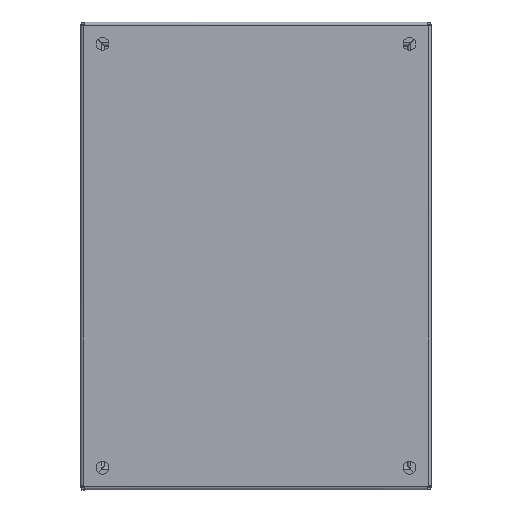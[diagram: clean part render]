
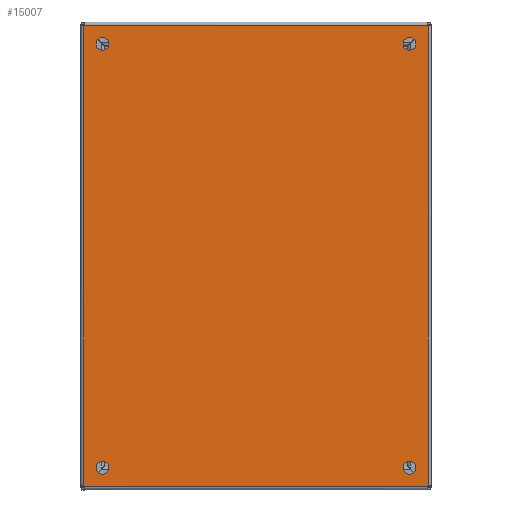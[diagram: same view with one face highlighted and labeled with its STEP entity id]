
A CAD part, top view. The second image highlights one B-rep face of the part: STEP entity #15007.
In plain terms, the highlighted planar face has unit normal (0, 0, 1).
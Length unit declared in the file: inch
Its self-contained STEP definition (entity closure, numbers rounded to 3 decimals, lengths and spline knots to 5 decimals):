
#574 = LINE ( 'NONE', #23856, #13404 ) ;
#1597 = VECTOR ( 'NONE', #47231, 39.37008 ) ;
#1677 = CARTESIAN_POINT ( 'NONE',  ( 11.76975, 15.75777, 6.9175 ) ) ;
#3526 = FACE_BOUND ( 'NONE', #31765, .T. ) ;
#5503 = AXIS2_PLACEMENT_3D ( 'NONE', #9289, #46476, #53667 ) ;
#5726 = CARTESIAN_POINT ( 'NONE',  ( 11.125, 15.125, 6.9175 ) ) ;
#6235 = EDGE_CURVE ( 'NONE', #20297, #20297, #22563, .T. ) ;
#6518 = ORIENTED_EDGE ( 'NONE', *, *, #42344, .F. ) ;
#6900 = CARTESIAN_POINT ( 'NONE',  ( -0.01975, 15.75777, 6.9175 ) ) ;
#7119 = CIRCLE ( 'NONE', #52001, 0.07 ) ;
#7681 = DIRECTION ( 'NONE',  ( -1., 0., 0. ) ) ;
#9205 = CARTESIAN_POINT ( 'NONE',  ( 11.75777, -0.01975, 6.9175 ) ) ;
#9289 = CARTESIAN_POINT ( 'NONE',  ( 0.625, 0.625, 6.9175 ) ) ;
#10702 = CARTESIAN_POINT ( 'NONE',  ( -0.06289, 15.81289, 6.9175 ) ) ;
#11345 = EDGE_CURVE ( 'NONE', #12114, #78418, #27744, .T. ) ;
#11486 = VERTEX_POINT ( 'NONE', #25155 ) ;
#12114 = VERTEX_POINT ( 'NONE', #27927 ) ;
#12275 = CIRCLE ( 'NONE', #30506, 0.21875 ) ;
#12570 = DIRECTION ( 'NONE',  ( 0., 0., -1. ) ) ;
#12837 = DIRECTION ( 'NONE',  ( 1., 0., 0. ) ) ;
#13392 = DIRECTION ( 'NONE',  ( 0., 0., 1. ) ) ;
#13404 = VECTOR ( 'NONE', #55745, 39.37008 ) ;
#14629 = DIRECTION ( 'NONE',  ( 0., 0., -1. ) ) ;
#15007 = ADVANCED_FACE ( 'NONE', ( #29192, #39283, #3526, #56133, #44112 ), #20219, .F. ) ;
#15514 = CIRCLE ( 'NONE', #44255, 0.21875 ) ;
#15964 = VERTEX_POINT ( 'NONE', #34039 ) ;
#17524 = ORIENTED_EDGE ( 'NONE', *, *, #51189, .F. ) ;
#19184 = EDGE_CURVE ( 'NONE', #53295, #74133, #61028, .T. ) ;
#20219 = PLANE ( 'NONE',  #65461 ) ;
#20297 = VERTEX_POINT ( 'NONE', #70727 ) ;
#22563 = CIRCLE ( 'NONE', #52679, 0.21875 ) ;
#22902 = ORIENTED_EDGE ( 'NONE', *, *, #82025, .F. ) ;
#23856 = CARTESIAN_POINT ( 'NONE',  ( 5.875, 15.76975, 6.9175 ) ) ;
#24674 = ORIENTED_EDGE ( 'NONE', *, *, #19184, .T. ) ;
#25155 = CARTESIAN_POINT ( 'NONE',  ( -0.01975, -0.00777, 6.9175 ) ) ;
#25489 = AXIS2_PLACEMENT_3D ( 'NONE', #36633, #61308, #54972 ) ;
#25633 = CARTESIAN_POINT ( 'NONE',  ( 0.625, 15.125, 6.9175 ) ) ;
#27744 = CIRCLE ( 'NONE', #74772, 0.07 ) ;
#27927 = CARTESIAN_POINT ( 'NONE',  ( -0.00777, 15.76975, 6.9175 ) ) ;
#29192 = FACE_BOUND ( 'NONE', #74361, .T. ) ;
#30506 = AXIS2_PLACEMENT_3D ( 'NONE', #5726, #62794, #62513 ) ;
#31765 = EDGE_LOOP ( 'NONE', ( #41498 ) ) ;
#32021 = EDGE_CURVE ( 'NONE', #12114, #39138, #574, .T. ) ;
#32714 = DIRECTION ( 'NONE',  ( 0., 1., 0. ) ) ;
#33721 = CARTESIAN_POINT ( 'NONE',  ( 5.875, -0.01975, 6.9175 ) ) ;
#34039 = CARTESIAN_POINT ( 'NONE',  ( 0.40625, 0.625, 6.9175 ) ) ;
#36416 = EDGE_LOOP ( 'NONE', ( #24674, #22902, #71561, #72617, #69227, #58060, #43111, #37296 ) ) ;
#36633 = CARTESIAN_POINT ( 'NONE',  ( 11.81289, 15.81289, 6.9175 ) ) ;
#37296 = ORIENTED_EDGE ( 'NONE', *, *, #79364, .F. ) ;
#39138 = VERTEX_POINT ( 'NONE', #57032 ) ;
#39283 = FACE_BOUND ( 'NONE', #61619, .T. ) ;
#39289 = DIRECTION ( 'NONE',  ( 1., 0., 0. ) ) ;
#40260 = LINE ( 'NONE', #71906, #1597 ) ;
#40438 = CARTESIAN_POINT ( 'NONE',  ( 5.875, 7.875, 6.9175 ) ) ;
#41498 = ORIENTED_EDGE ( 'NONE', *, *, #71453, .F. ) ;
#42344 = EDGE_CURVE ( 'NONE', #54790, #54790, #12275, .T. ) ;
#43111 = ORIENTED_EDGE ( 'NONE', *, *, #55621, .T. ) ;
#43367 = CARTESIAN_POINT ( 'NONE',  ( 11.125, 0.625, 6.9175 ) ) ;
#44112 = FACE_OUTER_BOUND ( 'NONE', #36416, .T. ) ;
#44255 = AXIS2_PLACEMENT_3D ( 'NONE', #43367, #49445, #80195 ) ;
#46476 = DIRECTION ( 'NONE',  ( 0., 0., 1. ) ) ;
#47231 = DIRECTION ( 'NONE',  ( 0., -1., 0. ) ) ;
#47770 = VECTOR ( 'NONE', #32714, 39.37008 ) ;
#48817 = VERTEX_POINT ( 'NONE', #1677 ) ;
#49106 = CIRCLE ( 'NONE', #25489, 0.07 ) ;
#49445 = DIRECTION ( 'NONE',  ( 0., 0., 1. ) ) ;
#49621 = AXIS2_PLACEMENT_3D ( 'NONE', #64989, #51989, #39289 ) ;
#51189 = EDGE_CURVE ( 'NONE', #77534, #77534, #15514, .T. ) ;
#51989 = DIRECTION ( 'NONE',  ( 0., 0., -1. ) ) ;
#52001 = AXIS2_PLACEMENT_3D ( 'NONE', #62988, #12570, #12837 ) ;
#52679 = AXIS2_PLACEMENT_3D ( 'NONE', #25633, #13392, #57522 ) ;
#53295 = VERTEX_POINT ( 'NONE', #9205 ) ;
#53530 = EDGE_LOOP ( 'NONE', ( #17524 ) ) ;
#53667 = DIRECTION ( 'NONE',  ( -1., 0., 0. ) ) ;
#54790 = VERTEX_POINT ( 'NONE', #67554 ) ;
#54972 = DIRECTION ( 'NONE',  ( 1., 0., 0. ) ) ;
#55131 = DIRECTION ( 'NONE',  ( 1., 0., 0. ) ) ;
#55621 = EDGE_CURVE ( 'NONE', #11486, #58195, #7119, .T. ) ;
#55745 = DIRECTION ( 'NONE',  ( 1., 0., 0. ) ) ;
#56133 = FACE_BOUND ( 'NONE', #53530, .T. ) ;
#56460 = LINE ( 'NONE', #33721, #63305 ) ;
#57032 = CARTESIAN_POINT ( 'NONE',  ( 11.75777, 15.76975, 6.9175 ) ) ;
#57522 = DIRECTION ( 'NONE',  ( -1., 0., 0. ) ) ;
#58060 = ORIENTED_EDGE ( 'NONE', *, *, #77080, .F. ) ;
#58195 = VERTEX_POINT ( 'NONE', #66888 ) ;
#58847 = ORIENTED_EDGE ( 'NONE', *, *, #6235, .F. ) ;
#61028 = CIRCLE ( 'NONE', #49621, 0.07 ) ;
#61308 = DIRECTION ( 'NONE',  ( 0., 0., -1. ) ) ;
#61619 = EDGE_LOOP ( 'NONE', ( #6518 ) ) ;
#62513 = DIRECTION ( 'NONE',  ( -1., 0., 0. ) ) ;
#62794 = DIRECTION ( 'NONE',  ( 0., 0., 1. ) ) ;
#62988 = CARTESIAN_POINT ( 'NONE',  ( -0.06289, -0.06289, 6.9175 ) ) ;
#63305 = VECTOR ( 'NONE', #66346, 39.37008 ) ;
#64989 = CARTESIAN_POINT ( 'NONE',  ( 11.81289, -0.06289, 6.9175 ) ) ;
#65461 = AXIS2_PLACEMENT_3D ( 'NONE', #40438, #14629, #7681 ) ;
#66346 = DIRECTION ( 'NONE',  ( -1., 0., 0. ) ) ;
#66888 = CARTESIAN_POINT ( 'NONE',  ( -0.00777, -0.01975, 6.9175 ) ) ;
#67554 = CARTESIAN_POINT ( 'NONE',  ( 10.90625, 15.125, 6.9175 ) ) ;
#69227 = ORIENTED_EDGE ( 'NONE', *, *, #11345, .T. ) ;
#70727 = CARTESIAN_POINT ( 'NONE',  ( 0.40625, 15.125, 6.9175 ) ) ;
#71453 = EDGE_CURVE ( 'NONE', #15964, #15964, #79392, .T. ) ;
#71561 = ORIENTED_EDGE ( 'NONE', *, *, #74623, .T. ) ;
#71650 = LINE ( 'NONE', #77864, #47770 ) ;
#71906 = CARTESIAN_POINT ( 'NONE',  ( 11.76975, 7.875, 6.9175 ) ) ;
#72617 = ORIENTED_EDGE ( 'NONE', *, *, #32021, .F. ) ;
#74133 = VERTEX_POINT ( 'NONE', #80511 ) ;
#74361 = EDGE_LOOP ( 'NONE', ( #58847 ) ) ;
#74623 = EDGE_CURVE ( 'NONE', #48817, #39138, #49106, .T. ) ;
#74772 = AXIS2_PLACEMENT_3D ( 'NONE', #10702, #81719, #55131 ) ;
#76184 = CARTESIAN_POINT ( 'NONE',  ( 10.90625, 0.625, 6.9175 ) ) ;
#77080 = EDGE_CURVE ( 'NONE', #11486, #78418, #71650, .T. ) ;
#77534 = VERTEX_POINT ( 'NONE', #76184 ) ;
#77864 = CARTESIAN_POINT ( 'NONE',  ( -0.01975, 7.875, 6.9175 ) ) ;
#78418 = VERTEX_POINT ( 'NONE', #6900 ) ;
#79364 = EDGE_CURVE ( 'NONE', #53295, #58195, #56460, .T. ) ;
#79392 = CIRCLE ( 'NONE', #5503, 0.21875 ) ;
#80195 = DIRECTION ( 'NONE',  ( -1., 0., 0. ) ) ;
#80511 = CARTESIAN_POINT ( 'NONE',  ( 11.76975, -0.00777, 6.9175 ) ) ;
#81719 = DIRECTION ( 'NONE',  ( 0., 0., -1. ) ) ;
#82025 = EDGE_CURVE ( 'NONE', #48817, #74133, #40260, .T. ) ;
